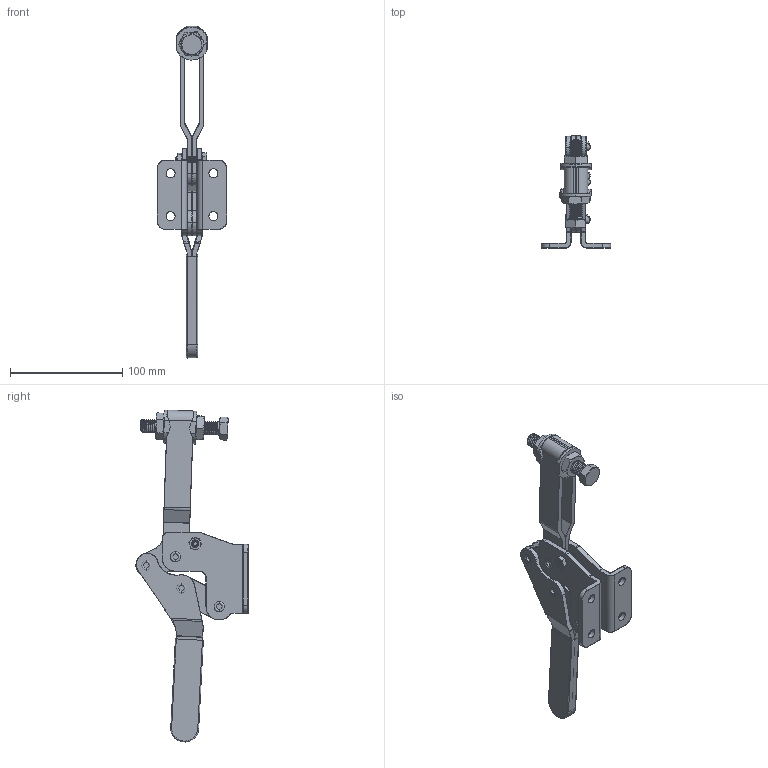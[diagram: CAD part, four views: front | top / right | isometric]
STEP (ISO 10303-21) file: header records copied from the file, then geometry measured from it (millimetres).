
FILE_DESCRIPTION(('FreeCAD Model'),'2;1');
FILE_NAME('Open CASCADE Shape Model','2025-05-08T07:36:11',('FreeCAD'),( 'FreeCAD'),'Open CASCADE STEP processor 7.6','FreeCAD','Unknown');
FILE_SCHEMA(('AUTOMOTIVE_DESIGN { 1 0 10303 214 1 1 1 1 }'));
Products named in the file (1): Open CASCADE STEP translator 7.6 1
Bounding box: 61.64 x 99.71 x 295.37 mm (x, y, z)
Volume: 145971.3 mm3; surface area: 99276 mm2
Topology: 23 solids, 24 shells, 2537 faces, 9664 edges, 7238 vertices
Faces by surface type: bspline 2537
Entity records: 185009 total; most frequent: CARTESIAN_POINT 132587, ORIENTED_EDGE 18583, EDGE_CURVE 9584, B_SPLINE_CURVE_WITH_KNOTS 8196, VERTEX_POINT 7238, FACE_BOUND 2828, EDGE_LOOP 2828, ADVANCED_FACE 2537
